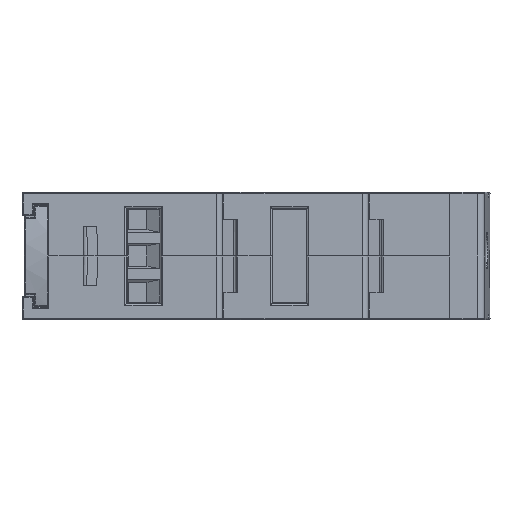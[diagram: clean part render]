
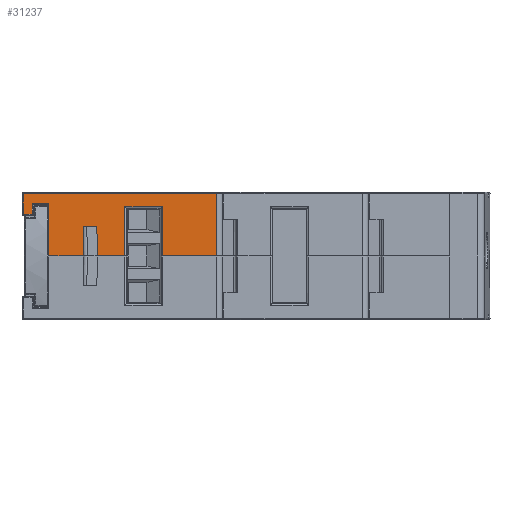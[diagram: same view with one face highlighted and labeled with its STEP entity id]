
A CAD part, front view. The second image highlights one B-rep face of the part: STEP entity #31237.
In plain terms, the highlighted planar face has unit normal (0, -1, 0).
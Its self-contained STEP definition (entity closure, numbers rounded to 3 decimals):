
#250 = LINE ( 'NONE', #10449, #24861 ) ;
#464 = DIRECTION ( 'NONE',  ( 0., 0., -1. ) ) ;
#515 = VERTEX_POINT ( 'NONE', #23965 ) ;
#565 = ORIENTED_EDGE ( 'NONE', *, *, #38597, .T. ) ;
#615 = DIRECTION ( 'NONE',  ( -1., 0., 0. ) ) ;
#847 = EDGE_CURVE ( 'NONE', #28838, #8505, #250, .T. ) ;
#1242 = LINE ( 'NONE', #7197, #21709 ) ;
#1412 = CARTESIAN_POINT ( 'NONE',  ( 15.783, -45., 6.733 ) ) ;
#1495 = AXIS2_PLACEMENT_3D ( 'NONE', #39640, #26654, #26447 ) ;
#1818 = EDGE_CURVE ( 'NONE', #27241, #3288, #1940, .T. ) ;
#1895 = VERTEX_POINT ( 'NONE', #24262 ) ;
#1940 = LINE ( 'NONE', #37261, #30331 ) ;
#2043 = LINE ( 'NONE', #28167, #13610 ) ;
#2744 = EDGE_CURVE ( 'NONE', #19689, #515, #21276, .T. ) ;
#2983 = CARTESIAN_POINT ( 'NONE',  ( 23.2, -45., 8.55 ) ) ;
#3148 = LINE ( 'NONE', #8897, #37579 ) ;
#3288 = VERTEX_POINT ( 'NONE', #24092 ) ;
#3359 = CARTESIAN_POINT ( 'NONE',  ( 6.742, -45., 8.599 ) ) ;
#3930 = CARTESIAN_POINT ( 'NONE',  ( 0.2, -45., 0. ) ) ;
#4126 = LINE ( 'NONE', #13708, #23939 ) ;
#4425 = EDGE_CURVE ( 'NONE', #14152, #28838, #8119, .T. ) ;
#5094 = DIRECTION ( 'NONE',  ( 1., 0., 0. ) ) ;
#5551 = CARTESIAN_POINT ( 'NONE',  ( 10.617, -45., 6.733 ) ) ;
#6203 = LINE ( 'NONE', #31754, #38492 ) ;
#6211 = EDGE_CURVE ( 'NONE', #27311, #14135, #2043, .T. ) ;
#6615 = ORIENTED_EDGE ( 'NONE', *, *, #32824, .F. ) ;
#6700 = CARTESIAN_POINT ( 'NONE',  ( 4.883, -45., 0. ) ) ;
#7197 = CARTESIAN_POINT ( 'NONE',  ( 24., -45., 4. ) ) ;
#7216 = VECTOR ( 'NONE', #41007, 1000. ) ;
#7918 = ORIENTED_EDGE ( 'NONE', *, *, #28885, .T. ) ;
#8119 = LINE ( 'NONE', #28077, #26360 ) ;
#8505 = VERTEX_POINT ( 'NONE', #3930 ) ;
#8660 = LINE ( 'NONE', #34189, #7216 ) ;
#8897 = CARTESIAN_POINT ( 'NONE',  ( 24., -45., 8.55 ) ) ;
#9854 = LINE ( 'NONE', #39237, #16033 ) ;
#10449 = CARTESIAN_POINT ( 'NONE',  ( 0.2, -45., 8.75 ) ) ;
#10467 = VECTOR ( 'NONE', #19825, 1000. ) ;
#10570 = DIRECTION ( 'NONE',  ( -0.009, 0., 1. ) ) ;
#11461 = EDGE_CURVE ( 'NONE', #1895, #33164, #29407, .T. ) ;
#13610 = VECTOR ( 'NONE', #18593, 1000. ) ;
#13708 = CARTESIAN_POINT ( 'NONE',  ( 10.617, -45., 8.75 ) ) ;
#13974 = CARTESIAN_POINT ( 'NONE',  ( 15.783, -45., 8.75 ) ) ;
#14135 = VERTEX_POINT ( 'NONE', #2983 ) ;
#14152 = VERTEX_POINT ( 'NONE', #23155 ) ;
#14514 = ORIENTED_EDGE ( 'NONE', *, *, #11461, .F. ) ;
#14626 = DIRECTION ( 'NONE',  ( 1., 0., 0. ) ) ;
#14652 = ORIENTED_EDGE ( 'NONE', *, *, #32679, .T. ) ;
#15207 = ORIENTED_EDGE ( 'NONE', *, *, #2744, .T. ) ;
#15861 = VECTOR ( 'NONE', #10570, 1000. ) ;
#16033 = VECTOR ( 'NONE', #39655, 1000. ) ;
#16819 = CARTESIAN_POINT ( 'NONE',  ( -3.3, -45., 5.7 ) ) ;
#17357 = ORIENTED_EDGE ( 'NONE', *, *, #24617, .T. ) ;
#17659 = CARTESIAN_POINT ( 'NONE',  ( 24., -45., 0. ) ) ;
#18593 = DIRECTION ( 'NONE',  ( 0., 0., 1. ) ) ;
#18783 = FACE_OUTER_BOUND ( 'NONE', #40642, .T. ) ;
#19689 = VERTEX_POINT ( 'NONE', #27482 ) ;
#19709 = LINE ( 'NONE', #3359, #15861 ) ;
#19721 = VERTEX_POINT ( 'NONE', #33673 ) ;
#19825 = DIRECTION ( 'NONE',  ( -0.009, 0., -1. ) ) ;
#20495 = ORIENTED_EDGE ( 'NONE', *, *, #28324, .F. ) ;
#20667 = EDGE_CURVE ( 'NONE', #515, #29670, #4126, .T. ) ;
#21276 = LINE ( 'NONE', #17659, #37146 ) ;
#21500 = DIRECTION ( 'NONE',  ( 1., 0., 0. ) ) ;
#21709 = VECTOR ( 'NONE', #615, 1000. ) ;
#23155 = CARTESIAN_POINT ( 'NONE',  ( -2.1, -45., 7.2 ) ) ;
#23316 = LINE ( 'NONE', #13974, #39886 ) ;
#23939 = VECTOR ( 'NONE', #39245, 1000. ) ;
#23965 = CARTESIAN_POINT ( 'NONE',  ( 10.617, -45., 0. ) ) ;
#24040 = ORIENTED_EDGE ( 'NONE', *, *, #4425, .T. ) ;
#24092 = CARTESIAN_POINT ( 'NONE',  ( -2.1, -45., 5.7 ) ) ;
#24126 = CARTESIAN_POINT ( 'NONE',  ( 6.782, -45., 4. ) ) ;
#24262 = CARTESIAN_POINT ( 'NONE',  ( 4.918, -45., 4. ) ) ;
#24617 = EDGE_CURVE ( 'NONE', #3288, #14152, #9854, .T. ) ;
#24711 = EDGE_CURVE ( 'NONE', #37818, #27241, #6203, .T. ) ;
#24817 = CARTESIAN_POINT ( 'NONE',  ( 24., -45., 0. ) ) ;
#24861 = VECTOR ( 'NONE', #464, 1000. ) ;
#24930 = DIRECTION ( 'NONE',  ( 0., 0., -1. ) ) ;
#25264 = ORIENTED_EDGE ( 'NONE', *, *, #37788, .T. ) ;
#25594 = VERTEX_POINT ( 'NONE', #1412 ) ;
#26360 = VECTOR ( 'NONE', #21500, 1000. ) ;
#26447 = DIRECTION ( 'NONE',  ( -1., 0., 0. ) ) ;
#26654 = DIRECTION ( 'NONE',  ( 0., 1., 0. ) ) ;
#27241 = VERTEX_POINT ( 'NONE', #16819 ) ;
#27311 = VERTEX_POINT ( 'NONE', #30201 ) ;
#27482 = CARTESIAN_POINT ( 'NONE',  ( 6.817, -45., 0. ) ) ;
#27666 = DIRECTION ( 'NONE',  ( 1., 0., 0. ) ) ;
#27810 = VERTEX_POINT ( 'NONE', #24126 ) ;
#28077 = CARTESIAN_POINT ( 'NONE',  ( 24., -45., 7.2 ) ) ;
#28167 = CARTESIAN_POINT ( 'NONE',  ( 23.2, -45., 8.75 ) ) ;
#28324 = EDGE_CURVE ( 'NONE', #27810, #1895, #1242, .T. ) ;
#28779 = ORIENTED_EDGE ( 'NONE', *, *, #847, .T. ) ;
#28838 = VERTEX_POINT ( 'NONE', #37471 ) ;
#28841 = ORIENTED_EDGE ( 'NONE', *, *, #1818, .T. ) ;
#28885 = EDGE_CURVE ( 'NONE', #8505, #33164, #30861, .T. ) ;
#28906 = ORIENTED_EDGE ( 'NONE', *, *, #35718, .T. ) ;
#29407 = LINE ( 'NONE', #39216, #10467 ) ;
#29670 = VERTEX_POINT ( 'NONE', #5551 ) ;
#29922 = DIRECTION ( 'NONE',  ( 0., 0., -1. ) ) ;
#30201 = CARTESIAN_POINT ( 'NONE',  ( 23.2, -45., 0. ) ) ;
#30331 = VECTOR ( 'NONE', #5094, 1000. ) ;
#30746 = ORIENTED_EDGE ( 'NONE', *, *, #24711, .T. ) ;
#30861 = LINE ( 'NONE', #35747, #36729 ) ;
#31237 = ADVANCED_FACE ( 'NONE', ( #18783 ), #31789, .F. ) ;
#31754 = CARTESIAN_POINT ( 'NONE',  ( -3.3, -45., 8.75 ) ) ;
#31789 = PLANE ( 'NONE',  #1495 ) ;
#32679 = EDGE_CURVE ( 'NONE', #14135, #37818, #3148, .T. ) ;
#32824 = EDGE_CURVE ( 'NONE', #19689, #27810, #19709, .T. ) ;
#33164 = VERTEX_POINT ( 'NONE', #6700 ) ;
#33673 = CARTESIAN_POINT ( 'NONE',  ( 15.783, -45., 0. ) ) ;
#34189 = CARTESIAN_POINT ( 'NONE',  ( 24., -45., 6.733 ) ) ;
#35024 = CARTESIAN_POINT ( 'NONE',  ( -3.3, -45., 8.55 ) ) ;
#35277 = ORIENTED_EDGE ( 'NONE', *, *, #6211, .T. ) ;
#35718 = EDGE_CURVE ( 'NONE', #19721, #27311, #41220, .T. ) ;
#35747 = CARTESIAN_POINT ( 'NONE',  ( 24., -45., 0. ) ) ;
#36729 = VECTOR ( 'NONE', #38954, 1000. ) ;
#37146 = VECTOR ( 'NONE', #27666, 1000. ) ;
#37261 = CARTESIAN_POINT ( 'NONE',  ( 24., -45., 5.7 ) ) ;
#37471 = CARTESIAN_POINT ( 'NONE',  ( 0.2, -45., 7.2 ) ) ;
#37579 = VECTOR ( 'NONE', #38686, 1000. ) ;
#37788 = EDGE_CURVE ( 'NONE', #29670, #25594, #8660, .T. ) ;
#37818 = VERTEX_POINT ( 'NONE', #35024 ) ;
#38492 = VECTOR ( 'NONE', #24930, 1000. ) ;
#38597 = EDGE_CURVE ( 'NONE', #25594, #19721, #23316, .T. ) ;
#38686 = DIRECTION ( 'NONE',  ( -1., 0., 0. ) ) ;
#38954 = DIRECTION ( 'NONE',  ( 1., 0., 0. ) ) ;
#39216 = CARTESIAN_POINT ( 'NONE',  ( 4.961, -45., 8.916 ) ) ;
#39237 = CARTESIAN_POINT ( 'NONE',  ( -2.1, -45., 8.75 ) ) ;
#39245 = DIRECTION ( 'NONE',  ( 0., 0., 1. ) ) ;
#39327 = ORIENTED_EDGE ( 'NONE', *, *, #20667, .T. ) ;
#39640 = CARTESIAN_POINT ( 'NONE',  ( 24., -45., 8.75 ) ) ;
#39655 = DIRECTION ( 'NONE',  ( 0., 0., 1. ) ) ;
#39784 = VECTOR ( 'NONE', #14626, 1000. ) ;
#39886 = VECTOR ( 'NONE', #29922, 1000. ) ;
#40642 = EDGE_LOOP ( 'NONE', ( #28906, #35277, #14652, #30746, #28841, #17357, #24040, #28779, #7918, #14514, #20495, #6615, #15207, #39327, #25264, #565 ) ) ;
#41007 = DIRECTION ( 'NONE',  ( 1., 0., 0. ) ) ;
#41220 = LINE ( 'NONE', #24817, #39784 ) ;
